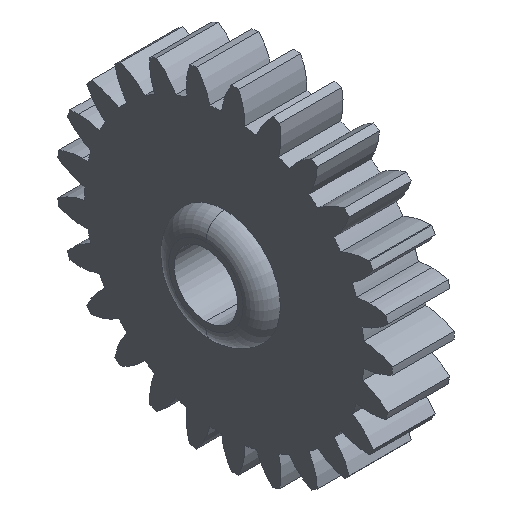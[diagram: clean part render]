
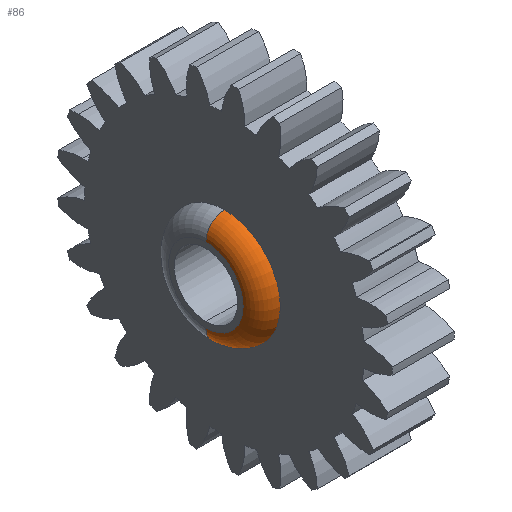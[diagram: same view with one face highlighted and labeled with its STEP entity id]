
A CAD part, isometric view. The second image highlights one B-rep face of the part: STEP entity #86.
In plain terms, the highlighted toroidal (fillet/blend) face has major radius 6 mm and minor radius 3 mm.
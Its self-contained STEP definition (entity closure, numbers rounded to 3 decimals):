
#86 = ADVANCED_FACE ( 'NONE', ( #2403 ), #2032, .T. ) ;
#101 = DIRECTION ( 'NONE',  ( -1., 0., 0. ) ) ;
#208 = EDGE_LOOP ( 'NONE', ( #2570, #1683, #3148, #2559 ) ) ;
#216 = AXIS2_PLACEMENT_3D ( 'NONE', #3647, #1519, #3633 ) ;
#222 = DIRECTION ( 'NONE',  ( 0., 0., -1. ) ) ;
#399 = CARTESIAN_POINT ( 'NONE',  ( -3.1, 3.322, -32.796 ) ) ;
#594 = DIRECTION ( 'NONE',  ( 0., 0., 1. ) ) ;
#630 = DIRECTION ( 'NONE',  ( 0., 1., 0. ) ) ;
#685 = CARTESIAN_POINT ( 'NONE',  ( -3.1, 3.322, -41.796 ) ) ;
#846 = VERTEX_POINT ( 'NONE', #685 ) ;
#1269 = AXIS2_PLACEMENT_3D ( 'NONE', #399, #101, #2817 ) ;
#1275 = CARTESIAN_POINT ( 'NONE',  ( -6.1, 3.322, -38.796 ) ) ;
#1309 = AXIS2_PLACEMENT_3D ( 'NONE', #2301, #1412, #222 ) ;
#1361 = VERTEX_POINT ( 'NONE', #1275 ) ;
#1412 = DIRECTION ( 'NONE',  ( -1., 0., 0. ) ) ;
#1519 = DIRECTION ( 'NONE',  ( -1., 0., 0. ) ) ;
#1629 = EDGE_CURVE ( 'NONE', #2310, #1948, #3859, .T. ) ;
#1683 = ORIENTED_EDGE ( 'NONE', *, *, #2665, .T. ) ;
#1697 = DIRECTION ( 'NONE',  ( 0., 0., -1. ) ) ;
#1767 = CARTESIAN_POINT ( 'NONE',  ( -3.1, 3.322, -23.796 ) ) ;
#1826 = EDGE_CURVE ( 'NONE', #846, #1361, #3001, .T. ) ;
#1948 = VERTEX_POINT ( 'NONE', #2120 ) ;
#2032 = TOROIDAL_SURFACE ( 'NONE', #1269, 6., 3. ) ;
#2079 = CARTESIAN_POINT ( 'NONE',  ( -3.1, 3.322, -38.796 ) ) ;
#2120 = CARTESIAN_POINT ( 'NONE',  ( -6.1, 3.322, -26.796 ) ) ;
#2214 = AXIS2_PLACEMENT_3D ( 'NONE', #2079, #630, #594 ) ;
#2301 = CARTESIAN_POINT ( 'NONE',  ( -3.1, 3.322, -32.796 ) ) ;
#2310 = VERTEX_POINT ( 'NONE', #1767 ) ;
#2403 = FACE_OUTER_BOUND ( 'NONE', #208, .T. ) ;
#2559 = ORIENTED_EDGE ( 'NONE', *, *, #3567, .F. ) ;
#2570 = ORIENTED_EDGE ( 'NONE', *, *, #1826, .F. ) ;
#2665 = EDGE_CURVE ( 'NONE', #846, #2310, #3837, .T. ) ;
#2817 = DIRECTION ( 'NONE',  ( 0., 0., 1. ) ) ;
#3001 = CIRCLE ( 'NONE', #2214, 3. ) ;
#3148 = ORIENTED_EDGE ( 'NONE', *, *, #1629, .T. ) ;
#3308 = AXIS2_PLACEMENT_3D ( 'NONE', #3806, #3779, #1697 ) ;
#3359 = CIRCLE ( 'NONE', #216, 6. ) ;
#3567 = EDGE_CURVE ( 'NONE', #1361, #1948, #3359, .T. ) ;
#3633 = DIRECTION ( 'NONE',  ( 0., 0., 1. ) ) ;
#3647 = CARTESIAN_POINT ( 'NONE',  ( -6.1, 3.322, -32.796 ) ) ;
#3779 = DIRECTION ( 'NONE',  ( 0., -1., 0. ) ) ;
#3806 = CARTESIAN_POINT ( 'NONE',  ( -3.1, 3.322, -26.796 ) ) ;
#3837 = CIRCLE ( 'NONE', #1309, 9. ) ;
#3859 = CIRCLE ( 'NONE', #3308, 3. ) ;
